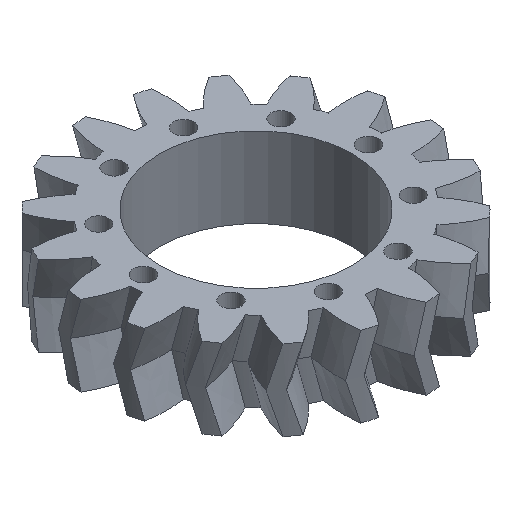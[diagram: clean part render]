
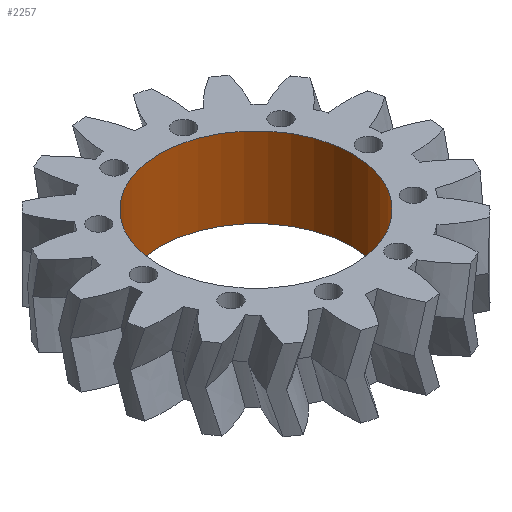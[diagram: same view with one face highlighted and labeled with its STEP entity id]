
A CAD part, isometric view. The second image highlights one B-rep face of the part: STEP entity #2257.
In plain terms, the highlighted cylindrical face has radius 12 mm (diameter 24 mm), a full revolution.
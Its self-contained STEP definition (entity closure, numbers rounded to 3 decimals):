
#36=FACE_BOUND('',#348,.T.);
#187=FACE_OUTER_BOUND('',#347,.T.);
#347=EDGE_LOOP('',(#1718));
#348=EDGE_LOOP('',(#1719));
#710=CIRCLE('',#2490,12.);
#724=CIRCLE('',#2516,12.);
#947=VERTEX_POINT('',#4320);
#962=VERTEX_POINT('',#4409);
#1236=EDGE_CURVE('',#947,#947,#710,.T.);
#1254=EDGE_CURVE('',#962,#962,#724,.T.);
#1718=ORIENTED_EDGE('',*,*,#1236,.T.);
#1719=ORIENTED_EDGE('',*,*,#1254,.F.);
#2155=CYLINDRICAL_SURFACE('',#2515,12.);
#2257=ADVANCED_FACE('',(#187,#36),#2155,.F.);
#2490=AXIS2_PLACEMENT_3D('',#4321,#2930,#2931);
#2515=AXIS2_PLACEMENT_3D('',#4408,#2980,#2981);
#2516=AXIS2_PLACEMENT_3D('',#4410,#2982,#2983);
#2930=DIRECTION('center_axis',(0.,0.,-1.));
#2931=DIRECTION('ref_axis',(-1.,0.,0.));
#2980=DIRECTION('center_axis',(0.,0.,-1.));
#2981=DIRECTION('ref_axis',(-1.,0.,0.));
#2982=DIRECTION('center_axis',(0.,0.,-1.));
#2983=DIRECTION('ref_axis',(-1.,0.,0.));
#4320=CARTESIAN_POINT('',(12.,0.,-5.));
#4321=CARTESIAN_POINT('Origin',(0.,0.,-5.));
#4408=CARTESIAN_POINT('Origin',(0.,0.,5.));
#4409=CARTESIAN_POINT('',(12.,0.,5.));
#4410=CARTESIAN_POINT('Origin',(0.,0.,5.));
